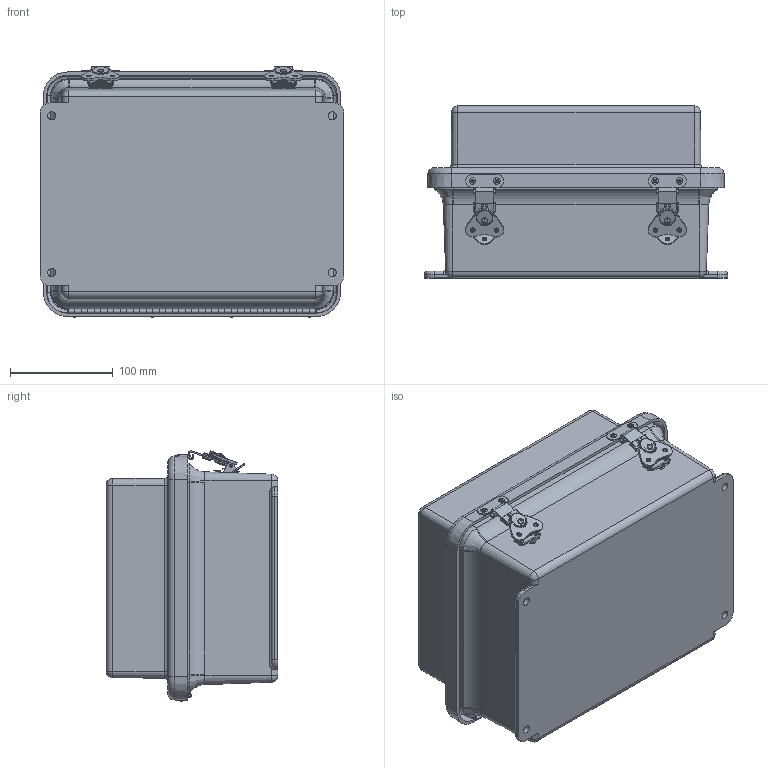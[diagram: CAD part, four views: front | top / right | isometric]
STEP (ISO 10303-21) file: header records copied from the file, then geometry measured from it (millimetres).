
FILE_DESCRIPTION((''),'2;1');
FILE_NAME('RJW1008HLL.stp','2007-09-12T08:54:01',('pmescher'),(''),'Autodesk Inventor 11','Autodesk Inventor 11','');
FILE_SCHEMA(('AUTOMOTIVE_DESIGN { 1 0 10303 214 1 1 1 1 }'));
Length unit declared in the file: inch
Products named in the file (28): RJW1008HLL; J1008BHL; J1008HL_11; RMINS45821P_165; RMINS45821P_166; RMINS45821P_167; RMINS45821P_168; RJW1008HLCVR; GASKET_1008; WINDOW_1008RJ; RMHING9.5(RJ&A); RMHINGCOV9.5; RMHINGBOX9.5; RMHINGPIN9.5; RMRIV43; RMLATJLL150_13; JONEA; JONEB; JONEC; JONED; JONEE; JONEF; JONEG; JONEH; JONEI; JONE; RMLATJLL150_14; RMKEEPJLL150WT
Assembly tree (53 placements, depth 3):
  RJW1008HLL
    J1008BHL
      J1008HL_11
      RMINS45821P_165
      RMINS45821P_166
      RMINS45821P_167
      RMINS45821P_168
    RJW1008HLCVR
    GASKET_1008
    WINDOW_1008RJ
    RMHING9.5(RJ&A)
      RMHINGCOV9.5
      RMHINGBOX9.5
      RMHINGPIN9.5
    RMRIV43  x16
    RMLATJLL150_13
      JONEA
      JONEB
      JONEC
      JONED
      JONEE
      JONEF
      JONEG
      JONEH
      JONEI
      JONE
    RMLATJLL150_14
      JONEA
      JONEB
      JONEC
      JONED
      JONEE
      JONEF
      JONEG
      JONEH
      JONEI
      JONE
    RMKEEPJLL150WT  x2
Bounding box: 295.27 x 167.11 x 243.64 mm (x, y, z)
Volume: 1256177.3 mm3; surface area: 654150.3 mm2
Topology: 49 solids, 49 shells, 1182 faces, 2992 edges, 1944 vertices
Faces by surface type: plane 487, cylinder 379, bspline 208, cone 54, torus 44, sphere 10
Full cylindrical faces by diameter (mm): 2.159 x1, 2.4 x2, 2.7 x4, 3 x2, 3.175 x16, 3.25 x2, 3.5 x2, 3.556 x12, 4.2 x4, 4.609 x2, 4.618 x2, 4.7 x2, 4.9 x2, 5 x4, 5.3 x2, 6.35 x16, 6.858 x4, 13.3 x2, 13.5 x2
Entity records: 34788 total; most frequent: CARTESIAN_POINT 14218, ORIENTED_EDGE 4022, DIRECTION 3992, EDGE_CURVE 2011, AXIS2_PLACEMENT_3D 1473, VERTEX_POINT 1371, EDGE_LOOP 1142, VECTOR 1046
